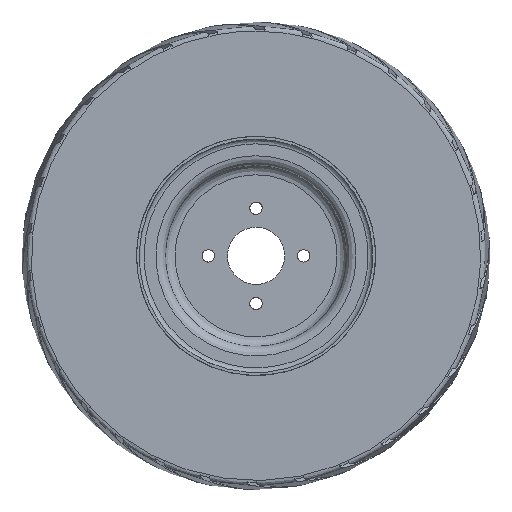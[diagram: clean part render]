
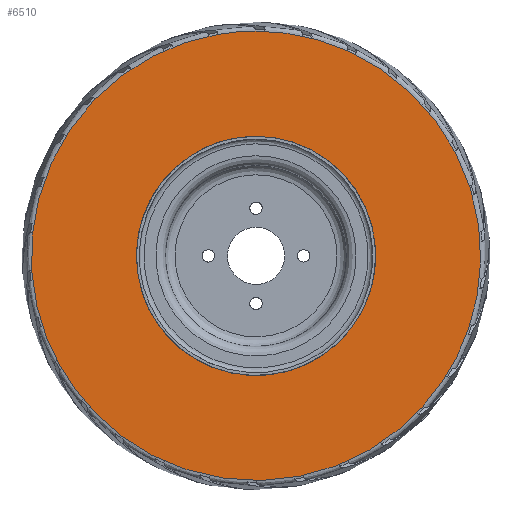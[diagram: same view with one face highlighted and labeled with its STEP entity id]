
A CAD part, left-side view. The second image highlights one B-rep face of the part: STEP entity #6510.
In plain terms, the highlighted free-form (B-spline) face has degree [1, 1] with [2, 2] control points.
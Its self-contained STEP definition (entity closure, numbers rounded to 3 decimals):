
#2141 = VERTEX_POINT('',#2142);
#2142 = CARTESIAN_POINT('',(-128.318,10.346,
    294.834));
#2148 = EDGE_CURVE('',#2141,#2141,#2149,.T.);
#2149 = ( BOUNDED_CURVE() B_SPLINE_CURVE(2,(#2150,#2151,#2152,#2153,
#2154,#2155,#2156),.UNSPECIFIED.,.T.,.F.) B_SPLINE_CURVE_WITH_KNOTS((3,2
    ,2,3),(1.759,3.854,5.948,8.043),
.PIECEWISE_BEZIER_KNOTS.) CURVE() GEOMETRIC_REPRESENTATION_ITEM() 
RATIONAL_B_SPLINE_CURVE((1.,0.5,1.,0.5,1.,0.5,1.)) REPRESENTATION_ITEM(
  '') );
#2150 = CARTESIAN_POINT('',(-128.318,10.346,
    294.834));
#2151 = CARTESIAN_POINT('',(-128.318,-500.32,
    294.834));
#2152 = CARTESIAN_POINT('',(-128.318,-244.987,
    -147.417));
#2153 = CARTESIAN_POINT('',(-128.318,10.346,
    -589.667));
#2154 = CARTESIAN_POINT('',(-128.318,265.68,
    -147.417));
#2155 = CARTESIAN_POINT('',(-128.318,521.013,
    294.834));
#2156 = CARTESIAN_POINT('',(-128.318,10.346,
    294.834));
#6510 = ADVANCED_FACE('',(#6511,#6514),#6528,.T.);
#6511 = FACE_BOUND('',#6512,.T.);
#6512 = EDGE_LOOP('',(#6513));
#6513 = ORIENTED_EDGE('',*,*,#2148,.F.);
#6514 = FACE_BOUND('',#6515,.T.);
#6515 = EDGE_LOOP('',(#6516));
#6516 = ORIENTED_EDGE('',*,*,#6517,.T.);
#6517 = EDGE_CURVE('',#6518,#6518,#6520,.T.);
#6518 = VERTEX_POINT('',#6519);
#6519 = CARTESIAN_POINT('',(-128.318,-146.582,
    0.));
#6520 = ( BOUNDED_CURVE() B_SPLINE_CURVE(2,(#6521,#6522,#6523,#6524,
#6525,#6526,#6527),.UNSPECIFIED.,.T.,.F.) B_SPLINE_CURVE_WITH_KNOTS((3,2
    ,2,3),(4.712,6.807,8.901,10.996)
,.PIECEWISE_BEZIER_KNOTS.) CURVE() GEOMETRIC_REPRESENTATION_ITEM() 
RATIONAL_B_SPLINE_CURVE((1.,0.5,1.,0.5,1.,0.5,1.)) REPRESENTATION_ITEM(
  '') );
#6521 = CARTESIAN_POINT('',(-128.318,-146.582,
    0.));
#6522 = CARTESIAN_POINT('',(-128.318,-146.582,
    -271.807));
#6523 = CARTESIAN_POINT('',(-128.318,88.81,
    -135.904));
#6524 = CARTESIAN_POINT('',(-128.318,324.202,
    0.));
#6525 = CARTESIAN_POINT('',(-128.318,88.81,
    135.904));
#6526 = CARTESIAN_POINT('',(-128.318,-146.582,
    271.807));
#6527 = CARTESIAN_POINT('',(-128.318,-146.582,
    0.));
#6528 = B_SPLINE_SURFACE_WITH_KNOTS('',1,1,(
    (#6529,#6530)
    ,(#6531,#6532
    )),.UNSPECIFIED.,.F.,.F.,.F.,(2,2),(2,2),(-235.787,
    235.787),(-475.787,-4.213),
  .PIECEWISE_BEZIER_KNOTS.);
#6529 = CARTESIAN_POINT('',(-128.318,-284.487,
    -294.834));
#6530 = CARTESIAN_POINT('',(-128.318,305.18,
    -294.834));
#6531 = CARTESIAN_POINT('',(-128.318,-284.487,
    294.834));
#6532 = CARTESIAN_POINT('',(-128.318,305.18,
    294.834));
